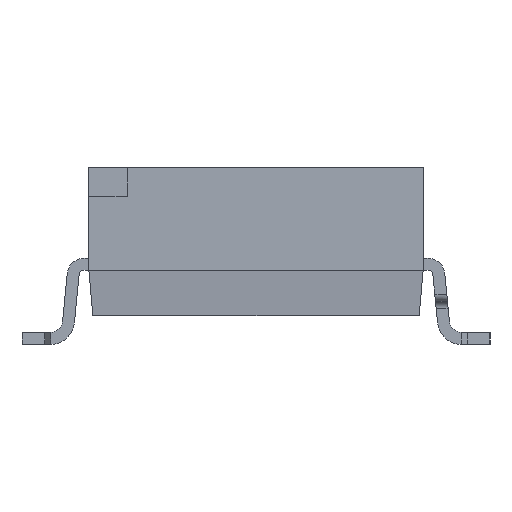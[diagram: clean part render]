
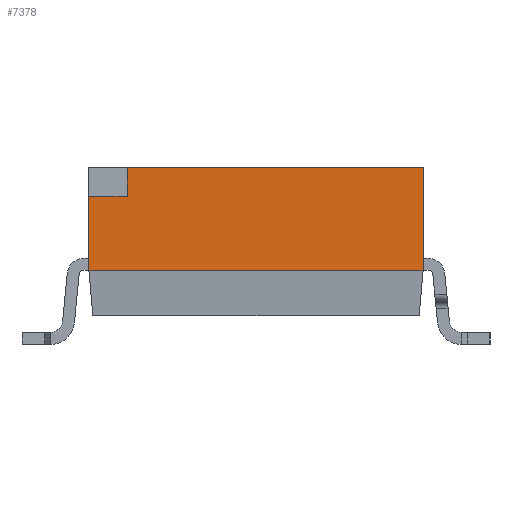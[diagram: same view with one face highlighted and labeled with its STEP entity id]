
A CAD part, left-side view. The second image highlights one B-rep face of the part: STEP entity #7378.
In plain terms, the highlighted planar face has unit normal (-1, 0, 0).
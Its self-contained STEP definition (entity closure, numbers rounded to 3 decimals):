
#162=DIRECTION('',(0.,-1.,0.));
#163=VECTOR('',#162,6.2);
#164=CARTESIAN_POINT('',(-13.28,2.7,0.));
#165=LINE('',#164,#163);
#354=DIRECTION('',(0.,-1.,0.));
#355=VECTOR('',#354,7.);
#356=CARTESIAN_POINT('',(-13.28,3.5,-2.15));
#357=LINE('',#356,#355);
#358=DIRECTION('',(0.,0.,-1.));
#359=VECTOR('',#358,1.55);
#360=CARTESIAN_POINT('',(-13.28,3.5,-0.6));
#361=LINE('',#360,#359);
#362=DIRECTION('',(0.,-1.,0.));
#363=VECTOR('',#362,0.8);
#364=CARTESIAN_POINT('',(-13.28,3.5,-0.6));
#365=LINE('',#364,#363);
#366=DIRECTION('',(0.,0.,-1.));
#367=VECTOR('',#366,0.6);
#368=CARTESIAN_POINT('',(-13.28,2.7,0.));
#369=LINE('',#368,#367);
#394=DIRECTION('',(0.,0.,-1.));
#395=VECTOR('',#394,2.15);
#396=CARTESIAN_POINT('',(-13.28,-3.5,0.));
#397=LINE('',#396,#395);
#5690=CARTESIAN_POINT('',(-13.28,3.5,-2.15));
#5691=CARTESIAN_POINT('',(-13.28,-3.5,-2.15));
#5692=VERTEX_POINT('',#5690);
#5693=VERTEX_POINT('',#5691);
#5698=CARTESIAN_POINT('',(-13.28,-3.5,0.));
#5699=VERTEX_POINT('',#5698);
#5734=CARTESIAN_POINT('',(-13.28,2.7,0.));
#5736=VERTEX_POINT('',#5734);
#5746=CARTESIAN_POINT('',(-13.28,3.5,-0.6));
#5747=VERTEX_POINT('',#5746);
#5754=CARTESIAN_POINT('',(-13.28,2.7,-0.6));
#5755=VERTEX_POINT('',#5754);
#7361=CARTESIAN_POINT('',(-13.28,3.5,0.));
#7362=DIRECTION('',(-1.,0.,0.));
#7363=DIRECTION('',(0.,-1.,0.));
#7364=AXIS2_PLACEMENT_3D('',#7361,#7362,#7363);
#7365=PLANE('',#7364);
#7366=ORIENTED_EDGE('',*,*,#7225,.T.);
#7368=ORIENTED_EDGE('',*,*,#7367,.T.);
#7370=ORIENTED_EDGE('',*,*,#7369,.F.);
#7372=ORIENTED_EDGE('',*,*,#7371,.F.);
#7374=ORIENTED_EDGE('',*,*,#7373,.T.);
#7375=ORIENTED_EDGE('',*,*,#7352,.F.);
#7376=EDGE_LOOP('',(#7366,#7368,#7370,#7372,#7374,#7375));
#7377=FACE_OUTER_BOUND('',#7376,.F.);
#7225=EDGE_CURVE('',#5736,#5699,#165,.T.);
#7352=EDGE_CURVE('',#5736,#5755,#369,.T.);
#7367=EDGE_CURVE('',#5699,#5693,#397,.T.);
#7369=EDGE_CURVE('',#5692,#5693,#357,.T.);
#7371=EDGE_CURVE('',#5747,#5692,#361,.T.);
#7373=EDGE_CURVE('',#5747,#5755,#365,.T.);
#7378=ADVANCED_FACE('',(#7377),#7365,.T.);
